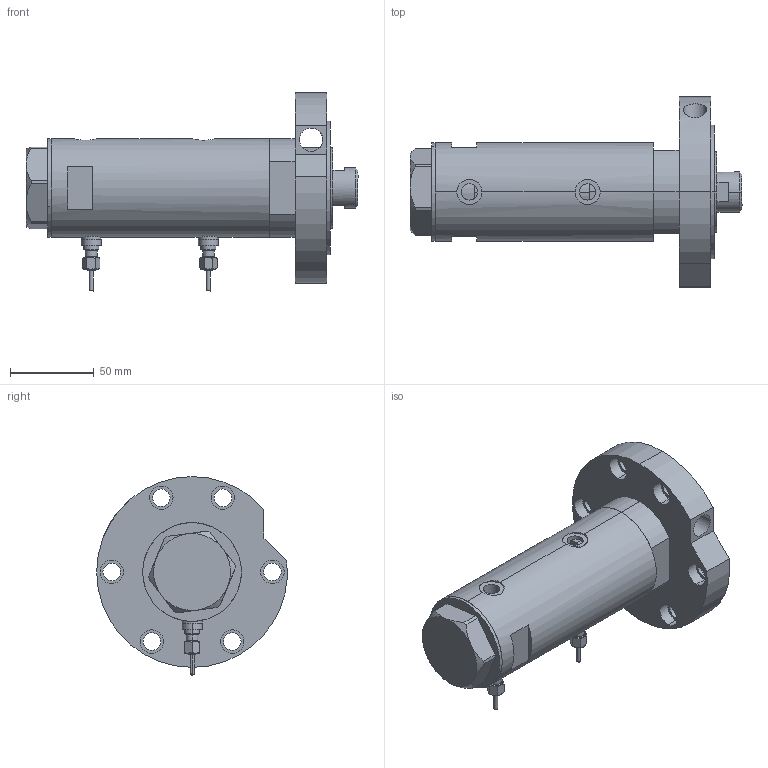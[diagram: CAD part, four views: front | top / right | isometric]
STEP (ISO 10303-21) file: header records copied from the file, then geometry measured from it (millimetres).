
FILE_DESCRIPTION (( 'STEP AP203' ), '1' );
FILE_NAME ('5f90.STEP', '2022-04-14T20:58:47', ( '' ), ( '' ), 'SwSTEP 2.0', 'SolidWorks 2019', '' );
FILE_SCHEMA (( 'CONFIG_CONTROL_DESIGN' ));
Length unit declared in the file: millimetre
Products named in the file (7): V270CG_RF211E 6feea8a93efd822975ed9a8bb3cac753; V270CG_FRONT 6feea8a93efd822975ed9a8bb3cac753; V270CG_VC 6feea8a93efd822975ed9a8bb3cac753; V270CG_SWITCH 6feea8a93efd822975ed9a8bb3cac753; V270CG_BACK 6feea8a93efd822975ed9a8bb3cac753; 5f90; V270CG_MIDDLE 6feea8a93efd822975ed9a8bb3cac753
Assembly tree (7 placements, depth 2):
  5f90
    V270CG_MIDDLE 6feea8a93efd822975ed9a8bb3cac753
    V270CG_BACK 6feea8a93efd822975ed9a8bb3cac753
    V270CG_FRONT 6feea8a93efd822975ed9a8bb3cac753
    V270CG_VC 6feea8a93efd822975ed9a8bb3cac753
    V270CG_RF211E 6feea8a93efd822975ed9a8bb3cac753
    V270CG_SWITCH 6feea8a93efd822975ed9a8bb3cac753  x2
Bounding box: 198.42 x 113.92 x 118.8 mm (x, y, z)
Volume: 587423.7 mm3; surface area: 130506 mm2
Topology: 7 solids, 7 shells, 276 faces, 617 edges, 379 vertices
Faces by surface type: cylinder 110, plane 92, cone 48, torus 24, bspline 2
Entity records: 8117 total; most frequent: CARTESIAN_POINT 2209, DIRECTION 1147, ORIENTED_EDGE 1014, EDGE_CURVE 507, AXIS2_PLACEMENT_3D 480, VERTEX_POINT 315, EDGE_LOOP 272, CIRCLE 248
